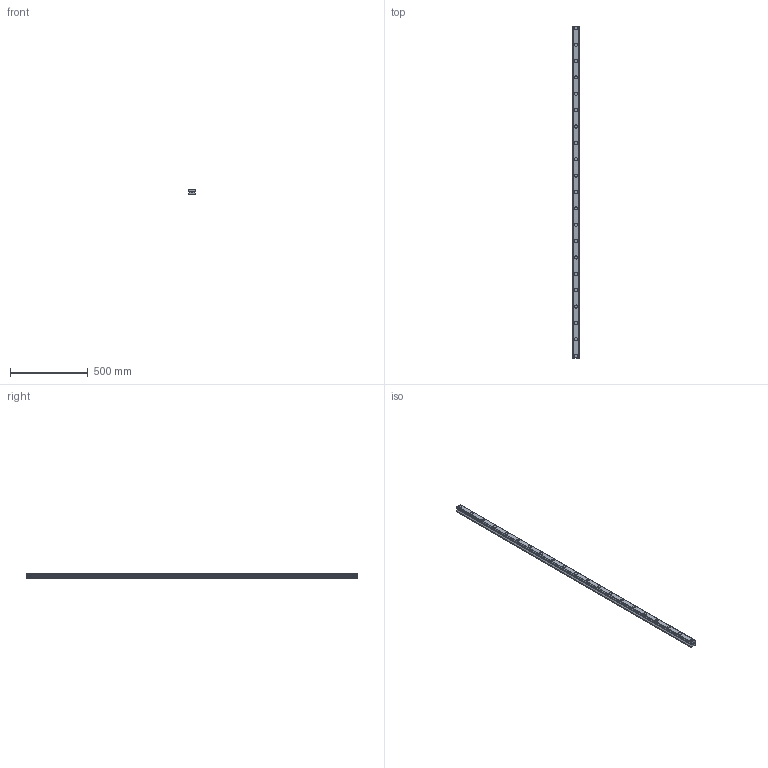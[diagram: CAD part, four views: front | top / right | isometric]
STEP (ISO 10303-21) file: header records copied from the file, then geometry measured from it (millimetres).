
FILE_DESCRIPTION(('STEP AP214'),'1');
FILE_NAME('cctmp_762D883A-A992-45B6-8FB8-2D2EF6765852_2020_10_23_10_2_28_739..stp','2020-10-23T08:02:28',('HIWIN GmbH'),('CADClick - www.CADClick.com'),'Spatial InterOp 3D',' ','unknown authorization');
FILE_SCHEMA(('AUTOMOTIVE_DESIGN'));
Length unit declared in the file: millimetre
Products named in the file (1): HGR45R2130H_FILE
Bounding box: 45 x 2130 x 38 mm (x, y, z)
Volume: 2859520.1 mm3; surface area: 415485.8 mm2
Topology: 1 solids, 1 shells, 286 faces, 651 edges, 434 vertices
Faces by surface type: plane 156, cylinder 130
Entity records: 10427 total; most frequent: DIRECTION 1485, CARTESIAN_POINT 1372, ORIENTED_EDGE 1302, EDGE_CURVE 651, AXIS2_PLACEMENT_3D 547, VERTEX_POINT 434, LINE 391, VECTOR 391
